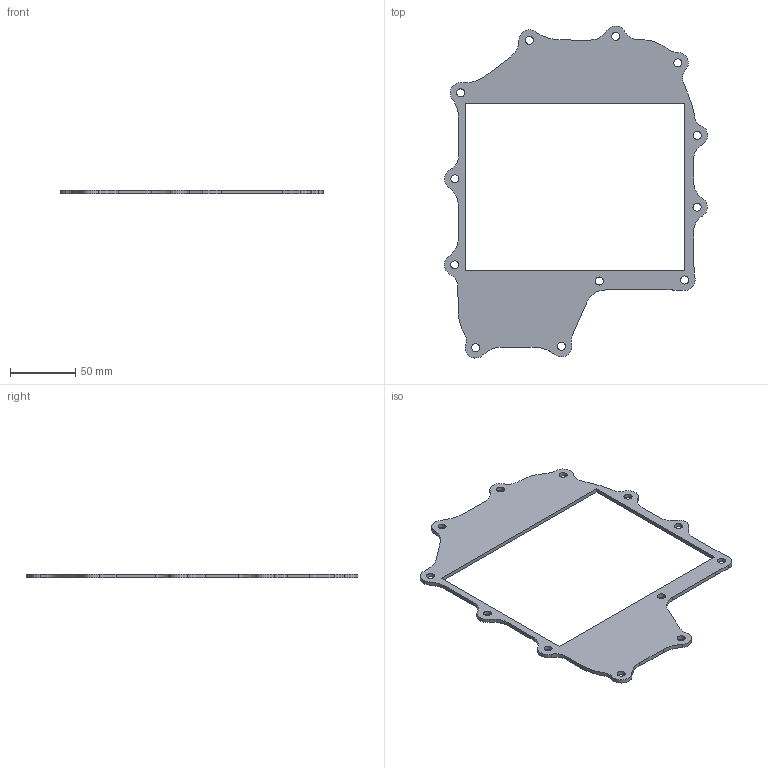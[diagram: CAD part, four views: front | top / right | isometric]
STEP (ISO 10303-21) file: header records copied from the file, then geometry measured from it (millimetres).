
FILE_DESCRIPTION(('CATIA V5 STEP Exchange'),'2;1');
FILE_NAME('Carter d''huile - fonderie\EN_0101_007 (Etanchity plate).stp','2019-01-16T08:10:35+00:00',('none'),('none'),'CATIA Version 5 Release 19 SP 2 (IN-10)','CATIA V5 STEP AP203','none');
FILE_SCHEMA(('CONFIG_CONTROL_DESIGN'));
Length unit declared in the file: millimetre
Products named in the file (1): EN_0101_007
Bounding box: 202.26 x 255.03 x 3 mm (x, y, z)
Volume: 49582.9 mm3; surface area: 38070.3 mm2
Topology: 1 solids, 1 shells, 79 faces, 255 edges, 190 vertices
Faces by surface type: cylinder 61, plane 18
Entity records: 2806 total; most frequent: CARTESIAN_POINT 525, ORIENTED_EDGE 462, DIRECTION 389, EDGE_CURVE 231, AXIS2_PLACEMENT_3D 214, VERTEX_POINT 154, CIRCLE 146, VECTOR 109
